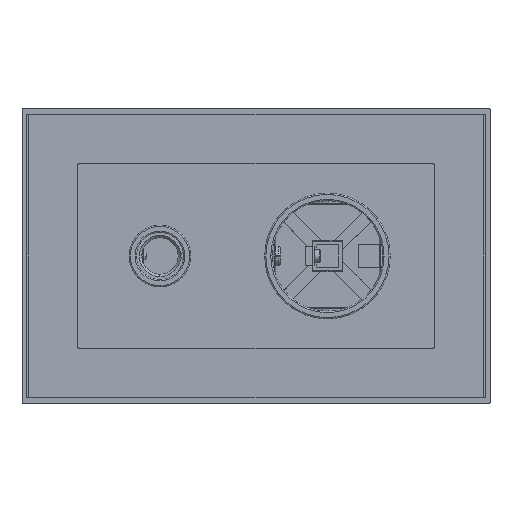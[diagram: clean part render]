
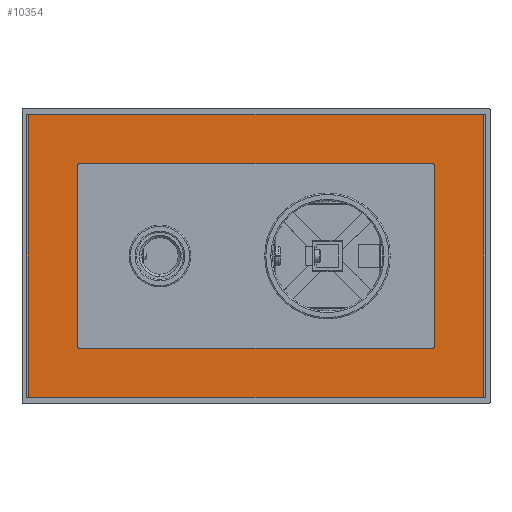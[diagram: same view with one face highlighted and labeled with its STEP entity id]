
A CAD part, left-side view. The second image highlights one B-rep face of the part: STEP entity #10354.
In plain terms, the highlighted face is planar.
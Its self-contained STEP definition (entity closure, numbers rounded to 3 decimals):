
#9861=CARTESIAN_POINT('',(-36.5,6.,-71.5));
#9862=DIRECTION('',(0.,-1.,0.));
#9863=DIRECTION('',(-1.,0.,0.));
#9864=AXIS2_PLACEMENT_3D('',#9861,#9862,#9863);
#9891=CARTESIAN_POINT('',(-36.5,6.,71.5));
#9892=DIRECTION('',(0.,-1.,0.));
#9893=DIRECTION('',(0.,0.,1.));
#9894=AXIS2_PLACEMENT_3D('',#9891,#9892,#9893);
#9921=CARTESIAN_POINT('',(36.5,6.,71.5));
#9922=DIRECTION('',(0.,-1.,0.));
#9923=DIRECTION('',(1.,0.,0.));
#9924=AXIS2_PLACEMENT_3D('',#9921,#9922,#9923);
#9951=CARTESIAN_POINT('',(36.5,6.,-71.5));
#9952=DIRECTION('',(0.,-1.,0.));
#9953=DIRECTION('',(0.,0.,-1.));
#9954=AXIS2_PLACEMENT_3D('',#9951,#9952,#9953);
#9959=DIRECTION('',(0.,0.,1.));
#9960=VECTOR('',#9959,143.);
#9961=CARTESIAN_POINT('',(37.5,6.,-71.5));
#9962=LINE('',#9961,#9960);
#9966=DIRECTION('',(1.,0.,0.));
#9967=VECTOR('',#9966,73.);
#9968=CARTESIAN_POINT('',(-36.5,6.,-72.5));
#9969=LINE('',#9968,#9967);
#9973=DIRECTION('',(0.,0.,-1.));
#9974=VECTOR('',#9973,143.);
#9975=CARTESIAN_POINT('',(-37.5,6.,71.5));
#9976=LINE('',#9975,#9974);
#9980=DIRECTION('',(-1.,0.,0.));
#9981=VECTOR('',#9980,73.);
#9982=CARTESIAN_POINT('',(36.5,6.,72.5));
#9983=LINE('',#9982,#9981);
#9987=CARTESIAN_POINT('',(56.5,6.,-91.5));
#9988=DIRECTION('',(0.,1.,0.));
#9989=DIRECTION('',(1.,0.,0.));
#9990=AXIS2_PLACEMENT_3D('',#9987,#9988,#9989);
#9995=DIRECTION('',(0.,0.,-1.));
#9996=VECTOR('',#9995,183.);
#9997=CARTESIAN_POINT('',(57.5,6.,91.5));
#9998=LINE('',#9997,#9996);
#10002=CARTESIAN_POINT('',(56.5,6.,91.5));
#10003=DIRECTION('',(0.,1.,0.));
#10004=DIRECTION('',(0.,0.,1.));
#10005=AXIS2_PLACEMENT_3D('',#10002,#10003,#10004);
#10010=DIRECTION('',(1.,0.,0.));
#10011=VECTOR('',#10010,113.);
#10012=CARTESIAN_POINT('',(-56.5,6.,92.5));
#10013=LINE('',#10012,#10011);
#10017=CARTESIAN_POINT('',(-56.5,6.,91.5));
#10018=DIRECTION('',(0.,1.,0.));
#10019=DIRECTION('',(-1.,0.,0.));
#10020=AXIS2_PLACEMENT_3D('',#10017,#10018,#10019);
#10025=DIRECTION('',(0.,0.,1.));
#10026=VECTOR('',#10025,183.);
#10027=CARTESIAN_POINT('',(-57.5,6.,-91.5));
#10028=LINE('',#10027,#10026);
#10032=CARTESIAN_POINT('',(-56.5,6.,-91.5));
#10033=DIRECTION('',(0.,1.,0.));
#10034=DIRECTION('',(0.,0.,-1.));
#10035=AXIS2_PLACEMENT_3D('',#10032,#10033,#10034);
#10040=DIRECTION('',(-1.,0.,0.));
#10041=VECTOR('',#10040,113.);
#10042=CARTESIAN_POINT('',(56.5,6.,-92.5));
#10043=LINE('',#10042,#10041);
#10104=CARTESIAN_POINT('',(-36.5,6.,-72.5));
#10106=VERTEX_POINT('',#10104);
#10108=CARTESIAN_POINT('',(-37.5,6.,-71.5));
#10110=VERTEX_POINT('',#10108);
#10112=CARTESIAN_POINT('',(37.5,6.,-71.5));
#10114=VERTEX_POINT('',#10112);
#10116=CARTESIAN_POINT('',(36.5,6.,-72.5));
#10118=VERTEX_POINT('',#10116);
#10120=CARTESIAN_POINT('',(36.5,6.,72.5));
#10122=VERTEX_POINT('',#10120);
#10124=CARTESIAN_POINT('',(37.5,6.,71.5));
#10126=VERTEX_POINT('',#10124);
#10128=CARTESIAN_POINT('',(-37.5,6.,71.5));
#10130=VERTEX_POINT('',#10128);
#10132=CARTESIAN_POINT('',(-36.5,6.,72.5));
#10134=VERTEX_POINT('',#10132);
#10139=CARTESIAN_POINT('',(57.5,6.,-91.5));
#10140=VERTEX_POINT('',#10139);
#10141=CARTESIAN_POINT('',(56.5,6.,-92.5));
#10142=VERTEX_POINT('',#10141);
#10147=CARTESIAN_POINT('',(-56.5,6.,-92.5));
#10148=VERTEX_POINT('',#10147);
#10149=CARTESIAN_POINT('',(-57.5,6.,-91.5));
#10150=VERTEX_POINT('',#10149);
#10155=CARTESIAN_POINT('',(-57.5,6.,91.5));
#10156=VERTEX_POINT('',#10155);
#10157=CARTESIAN_POINT('',(-56.5,6.,92.5));
#10158=VERTEX_POINT('',#10157);
#10163=CARTESIAN_POINT('',(56.5,6.,92.5));
#10164=VERTEX_POINT('',#10163);
#10165=CARTESIAN_POINT('',(57.5,6.,91.5));
#10166=VERTEX_POINT('',#10165);
#10321=CARTESIAN_POINT('',(0.,6.,0.));
#10322=DIRECTION('',(0.,1.,0.));
#10323=DIRECTION('',(1.,0.,0.));
#10324=AXIS2_PLACEMENT_3D('',#10321,#10322,#10323);
#10325=PLANE('',#10324);
#10327=ORIENTED_EDGE('',*,*,#10326,.F.);
#10329=ORIENTED_EDGE('',*,*,#10328,.F.);
#10331=ORIENTED_EDGE('',*,*,#10330,.F.);
#10333=ORIENTED_EDGE('',*,*,#10332,.F.);
#10335=ORIENTED_EDGE('',*,*,#10334,.F.);
#10337=ORIENTED_EDGE('',*,*,#10336,.F.);
#10339=ORIENTED_EDGE('',*,*,#10338,.F.);
#10341=ORIENTED_EDGE('',*,*,#10340,.F.);
#10342=EDGE_LOOP('',(#10327,#10329,#10331,#10333,#10335,#10337,#10339,#10341));
#10343=FACE_OUTER_BOUND('',#10342,.F.);
#10344=ORIENTED_EDGE('',*,*,#10301,.F.);
#10345=ORIENTED_EDGE('',*,*,#10316,.F.);
#10346=ORIENTED_EDGE('',*,*,#10216,.F.);
#10347=ORIENTED_EDGE('',*,*,#10233,.F.);
#10348=ORIENTED_EDGE('',*,*,#10247,.F.);
#10349=ORIENTED_EDGE('',*,*,#10261,.F.);
#10350=ORIENTED_EDGE('',*,*,#10273,.F.);
#10351=ORIENTED_EDGE('',*,*,#10289,.F.);
#10352=EDGE_LOOP('',(#10344,#10345,#10346,#10347,#10348,#10349,#10350,#10351));
#10353=FACE_BOUND('',#10352,.F.);
#10354=ADVANCED_FACE('',(#10343,#10353),#10325,.T.);
#9865=CIRCLE('',#9864,1.);
#9895=CIRCLE('',#9894,1.);
#9925=CIRCLE('',#9924,1.);
#9955=CIRCLE('',#9954,1.);
#9991=CIRCLE('',#9990,1.);
#10006=CIRCLE('',#10005,1.);
#10021=CIRCLE('',#10020,1.);
#10036=CIRCLE('',#10035,1.);
#10216=EDGE_CURVE('',#10106,#10118,#9969,.T.);
#10233=EDGE_CURVE('',#10110,#10106,#9865,.T.);
#10247=EDGE_CURVE('',#10130,#10110,#9976,.T.);
#10261=EDGE_CURVE('',#10134,#10130,#9895,.T.);
#10273=EDGE_CURVE('',#10122,#10134,#9983,.T.);
#10289=EDGE_CURVE('',#10126,#10122,#9925,.T.);
#10301=EDGE_CURVE('',#10114,#10126,#9962,.T.);
#10316=EDGE_CURVE('',#10118,#10114,#9955,.T.);
#10326=EDGE_CURVE('',#10140,#10142,#9991,.T.);
#10328=EDGE_CURVE('',#10166,#10140,#9998,.T.);
#10330=EDGE_CURVE('',#10164,#10166,#10006,.T.);
#10332=EDGE_CURVE('',#10158,#10164,#10013,.T.);
#10334=EDGE_CURVE('',#10156,#10158,#10021,.T.);
#10336=EDGE_CURVE('',#10150,#10156,#10028,.T.);
#10338=EDGE_CURVE('',#10148,#10150,#10036,.T.);
#10340=EDGE_CURVE('',#10142,#10148,#10043,.T.);
